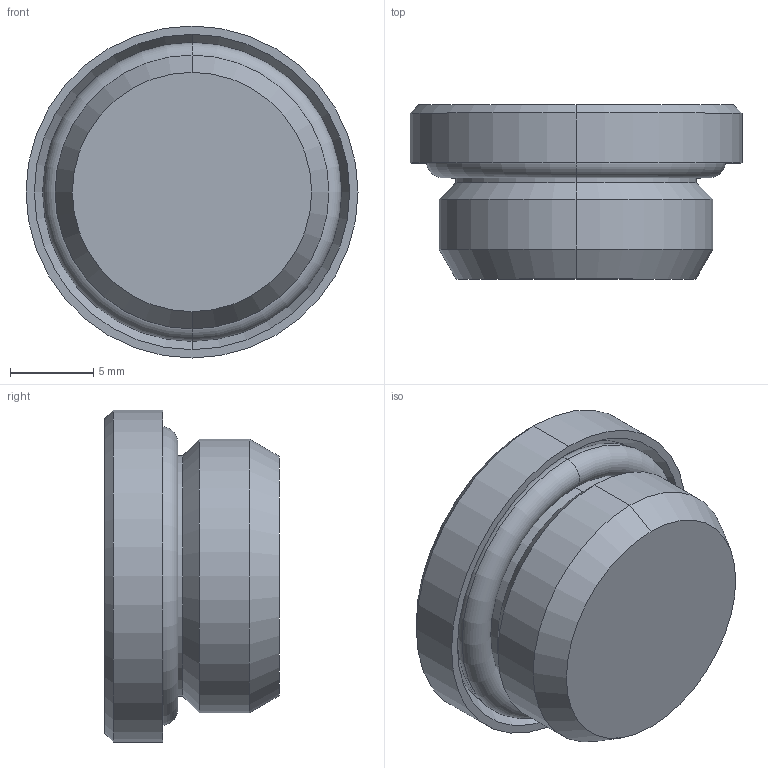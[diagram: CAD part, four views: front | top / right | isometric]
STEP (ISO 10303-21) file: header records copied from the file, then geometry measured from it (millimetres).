
FILE_DESCRIPTION(( 'RX.46.00.38.STEP' ), '1');
FILE_NAME( 'RX.46.00.38.STEP', '2018-10-10T16:47:21',( 'Sopra'),('sopra-pneumatic.com'), 'SwSTEP 2.0','SolidWorks 2009','' );
FILE_SCHEMA (( 'CONFIG_CONTROL_DESIGN' ));
Length unit declared in the file: millimetre
Products named in the file (1): X5360003
Bounding box: 20 x 10.5 x 20 mm (x, y, z)
Volume: 2033.9 mm3; surface area: 1821.7 mm2
Topology: 2 solids, 2 shells, 53 faces, 130 edges, 80 vertices
Faces by surface type: plane 22, cone 19, cylinder 8, torus 4
Entity records: 1650 total; most frequent: CARTESIAN_POINT 310, DIRECTION 277, ORIENTED_EDGE 256, EDGE_CURVE 128, AXIS2_PLACEMENT_3D 107, VERTEX_POINT 80, VECTOR 63, LINE 63
